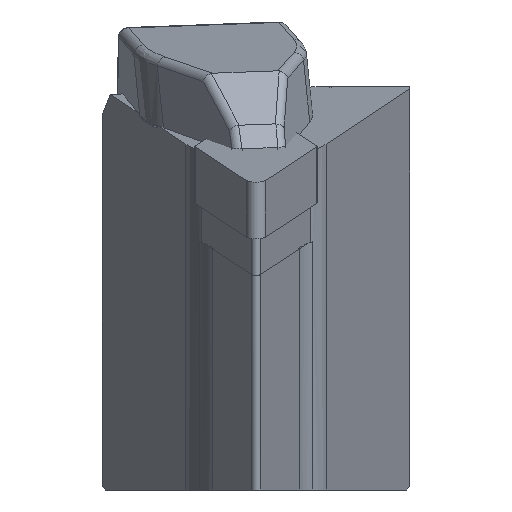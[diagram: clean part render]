
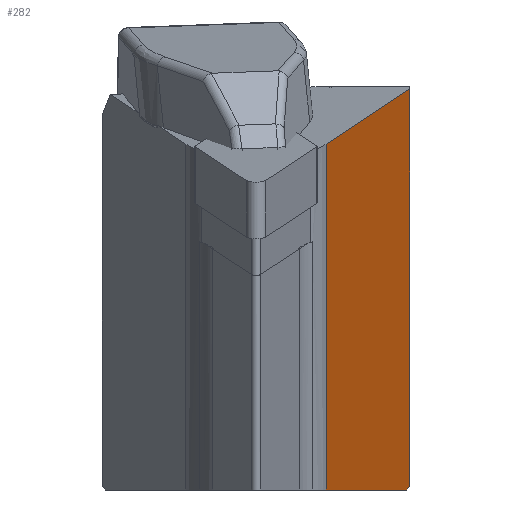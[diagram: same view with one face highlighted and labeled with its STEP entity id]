
A CAD part, left-side view. The second image highlights one B-rep face of the part: STEP entity #282.
In plain terms, the highlighted planar face has unit normal (-0.294, -0.954, -0.062).
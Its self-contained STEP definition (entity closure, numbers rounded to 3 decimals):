
#282=ADVANCED_FACE('',(#467),#396,.F.);
#396=PLANE('',#2338);
#467=FACE_OUTER_BOUND('',#589,.T.);
#589=EDGE_LOOP('',(#1277,#1278,#1279,#1280,#1281));
#689=LINE('',#3167,#883);
#716=LINE('',#3312,#910);
#742=LINE('',#3382,#936);
#746=LINE('',#3390,#940);
#772=LINE('',#3448,#966);
#883=VECTOR('',#2527,1.);
#910=VECTOR('',#2586,1.);
#936=VECTOR('',#2648,1.);
#940=VECTOR('',#2656,1.);
#966=VECTOR('',#2724,1.);
#1277=ORIENTED_EDGE('',*,*,#2004,.F.);
#1278=ORIENTED_EDGE('',*,*,#1999,.F.);
#1279=ORIENTED_EDGE('',*,*,#1964,.F.);
#1280=ORIENTED_EDGE('',*,*,#1919,.F.);
#1281=ORIENTED_EDGE('',*,*,#2033,.F.);
#1717=VERTEX_POINT('',#3166);
#1718=VERTEX_POINT('',#3168);
#1758=VERTEX_POINT('',#3313);
#1784=VERTEX_POINT('',#3383);
#1786=VERTEX_POINT('',#3391);
#1919=EDGE_CURVE('',#1717,#1718,#689,.T.);
#1964=EDGE_CURVE('',#1718,#1758,#716,.T.);
#1999=EDGE_CURVE('',#1758,#1784,#742,.T.);
#2004=EDGE_CURVE('',#1784,#1786,#746,.T.);
#2033=EDGE_CURVE('',#1786,#1717,#772,.T.);
#2338=AXIS2_PLACEMENT_3D('',#3454,#2732,#2733);
#2527=DIRECTION('',(0.933,-0.301,0.198));
#2586=DIRECTION('',(0.208,0.,-0.978));
#2648=DIRECTION('',(-0.906,0.299,-0.299));
#2656=DIRECTION('',(-0.956,0.295,0.));
#2724=DIRECTION('',(-0.208,0.,0.978));
#2732=DIRECTION('',(0.294,0.954,0.063));
#2733=DIRECTION('',(-0.956,0.295,0.));
#3166=CARTESIAN_POINT('',(15.913,-18.196,3.073));
#3167=CARTESIAN_POINT('',(42.803,-26.864,8.788));
#3168=CARTESIAN_POINT('',(37.021,-25.,7.559));
#3312=CARTESIAN_POINT('',(45.263,-25.,-31.215));
#3313=CARTESIAN_POINT('',(43.878,-25.,-24.7));
#3382=CARTESIAN_POINT('',(48.836,-26.636,-23.064));
#3383=CARTESIAN_POINT('',(42.969,-24.7,-25.));
#3390=CARTESIAN_POINT('',(50.953,-27.162,-25.));
#3391=CARTESIAN_POINT('',(21.88,-18.196,-25.));
#3448=CARTESIAN_POINT('',(24.154,-18.196,-35.701));
#3454=CARTESIAN_POINT('',(51.045,-26.864,-29.986));
